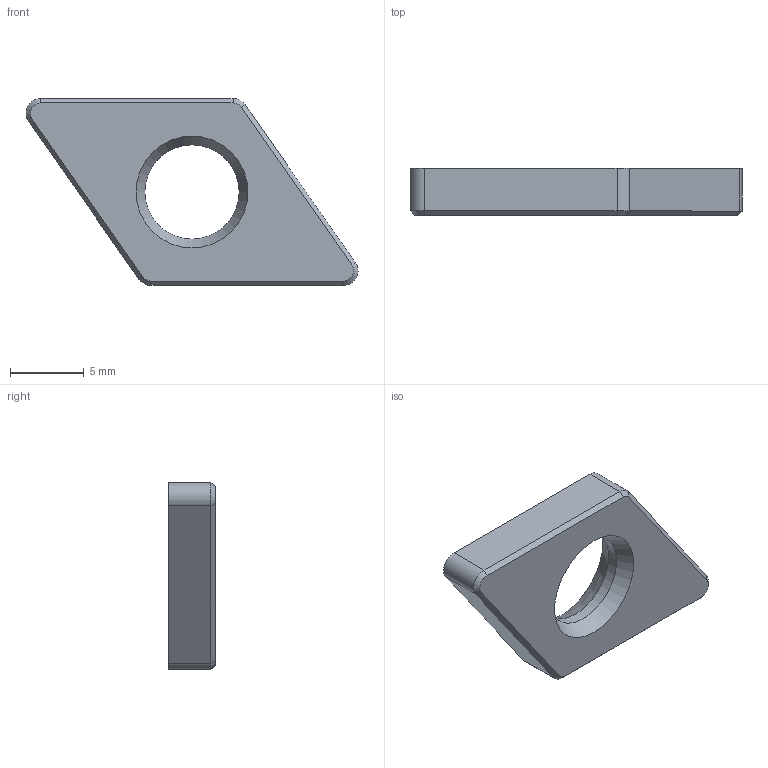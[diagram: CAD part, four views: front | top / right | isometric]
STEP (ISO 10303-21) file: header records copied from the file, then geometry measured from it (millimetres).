
FILE_DESCRIPTION (( 'STEP AP214' ), '1' );
FILE_NAME ('WDF.ER2.101.003.STEP', '2020-09-23T07:14:44', ( '' ), ( '' ), 'SwSTEP 2.0', 'SolidWorks 2017', '' );
FILE_SCHEMA (( 'AUTOMOTIVE_DESIGN' ));
Length unit declared in the file: millimetre
Products named in the file (1): WDF.ER2.101.003
Bounding box: 22.55 x 3.18 x 12.7 mm (x, y, z)
Volume: 497 mm3; surface area: 548.2 mm2
Topology: 1 solids, 1 shells, 21 faces, 47 edges, 28 vertices
Faces by surface type: plane 10, cone 6, cylinder 5
Full cylindrical faces by diameter (mm): 6.4 x1
Entity records: 600 total; most frequent: DIRECTION 104, CARTESIAN_POINT 94, ORIENTED_EDGE 88, EDGE_CURVE 44, AXIS2_PLACEMENT_3D 38, VECTOR 28, LINE 28, VERTEX_POINT 28
